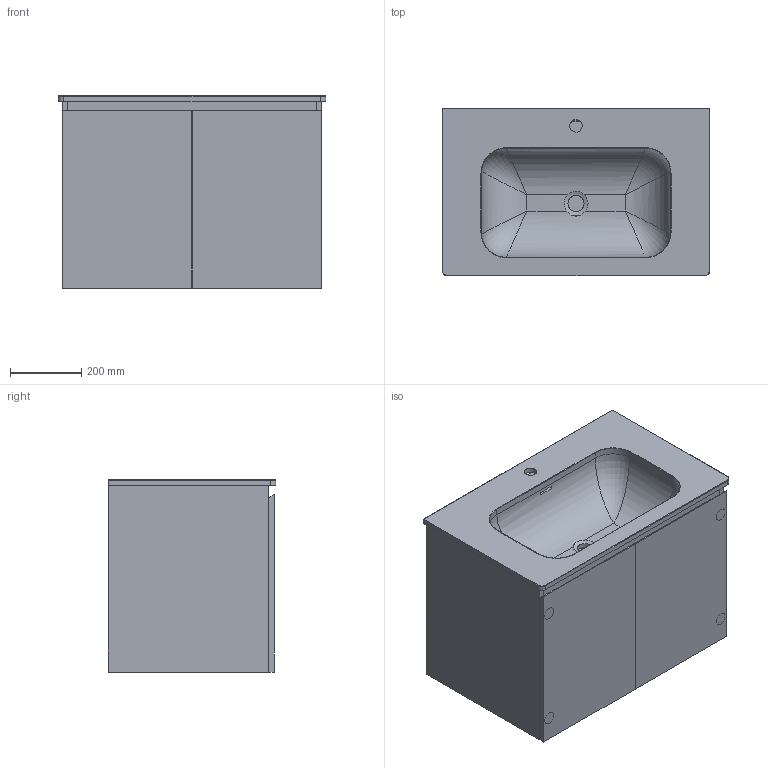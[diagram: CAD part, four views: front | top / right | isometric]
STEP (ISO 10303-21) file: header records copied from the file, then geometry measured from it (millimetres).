
FILE_DESCRIPTION(/* description */ (''),/* implementation_level */ '2;1');
FILE_NAME(/* name */ 'STEP - RCE-10824531_B7547_11913',/* time_stamp */ '2024-09-13T14:58:41+10:00',/* author */ (''),/* organization */ (''),/* preprocessor_version */ 'ST-DEVELOPER v16.5',/* originating_system */ 'Rhino 7.37',/* authorisation */ '');
FILE_SCHEMA (('CONFIG_CONTROL_DESIGN'));
Length unit declared in the file: millimetre
Products named in the file (1): Document
Bounding box: 750 x 470 x 538 mm (x, y, z)
Volume: 33950958.3 mm3; surface area: 5015618.9 mm2
Topology: 16 solids, 20 shells, 328 faces, 780 edges, 504 vertices
Faces by surface type: plane 198, cylinder 93, bspline 37
Full cylindrical faces by diameter (mm): 4 x12, 5 x16, 8 x4, 35 x5, 45 x2, 100 x1
Entity records: 16560 total; most frequent: CARTESIAN_POINT 11109, ORIENTED_EDGE 1544, EDGE_CURVE 772, B_SPLINE_CURVE_WITH_KNOTS 528, VERTEX_POINT 504, EDGE_LOOP 384, ADVANCED_FACE 328, FACE_OUTER_BOUND 328
